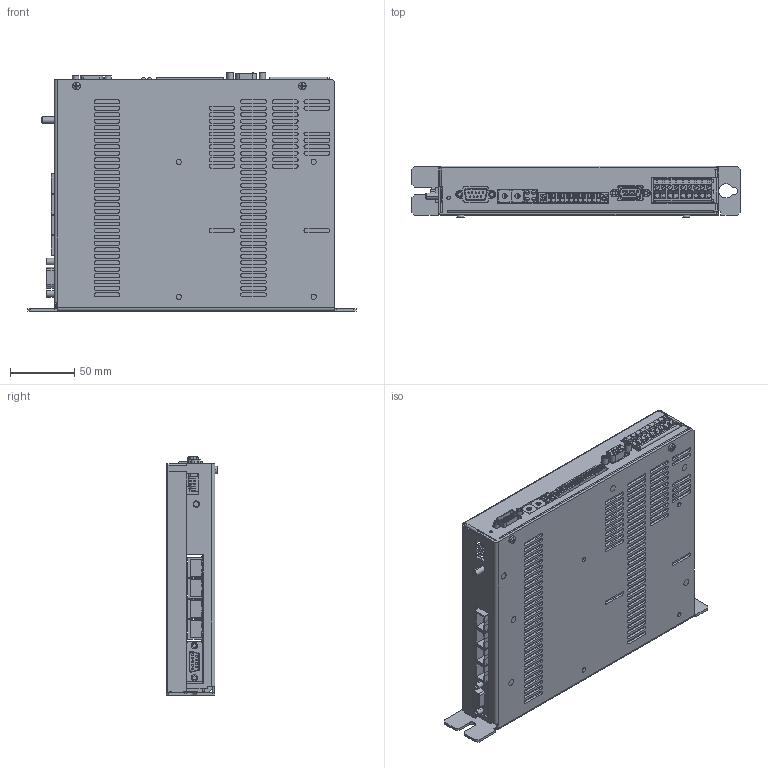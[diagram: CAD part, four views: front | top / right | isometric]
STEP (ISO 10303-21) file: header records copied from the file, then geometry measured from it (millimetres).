
FILE_DESCRIPTION (( 'STEP AP214' ), '1' );
FILE_NAME ('E1100CO_vereinigt.STEP', '2008-02-20T16:16:20', ( 'Rohrer' ), ( 'NTI AG' ), 'SwSTEP 2.0', 'SolidWorks 2003240', '' );
FILE_SCHEMA (( 'AUTOMOTIVE_DESIGN' ));
Products named in the file (1): E1100CO_vereinigt
Bounding box: 255 x 40.34 x 185.23 mm (x, y, z)
Volume: 242746.1 mm3; surface area: 299383.4 mm2
Topology: 1 solids, 20 shells, 3674 faces, 10011 edges, 6557 vertices
Faces by surface type: plane 2110, cylinder 1217, cone 223, bspline 82, torus 34, sphere 8
Entity records: 119372 total; most frequent: CARTESIAN_POINT 23545, ORIENTED_EDGE 19990, DIRECTION 19816, EDGE_CURVE 9995, LINE 6610, VECTOR 6610, AXIS2_PLACEMENT_3D 6603, VERTEX_POINT 6549
